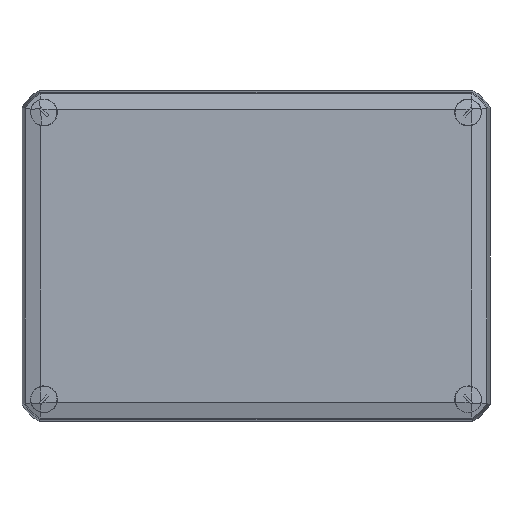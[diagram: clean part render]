
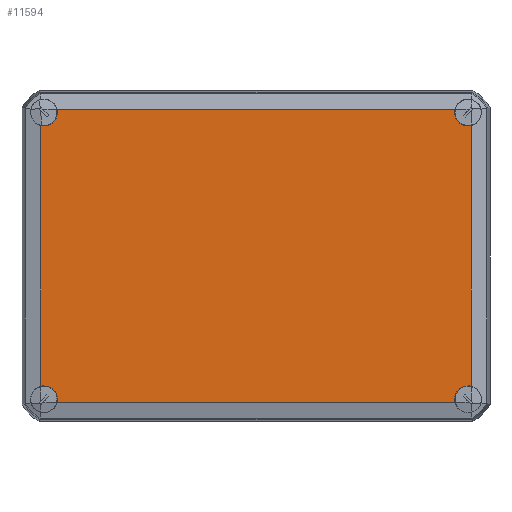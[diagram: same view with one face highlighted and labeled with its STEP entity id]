
A CAD part, top view. The second image highlights one B-rep face of the part: STEP entity #11594.
In plain terms, the highlighted face is planar.
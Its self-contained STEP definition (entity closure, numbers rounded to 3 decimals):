
#5 = DIRECTION ( 'NONE',  ( 0., 0., 1. ) ) ;
#120 = ORIENTED_EDGE ( 'NONE', *, *, #14519, .F. ) ;
#264 = DIRECTION ( 'NONE',  ( 0., 0., -1. ) ) ;
#546 = DIRECTION ( 'NONE',  ( 0., 1., 0. ) ) ;
#652 = CARTESIAN_POINT ( 'NONE',  ( -129.18, 31.41, 87.38 ) ) ;
#780 = CARTESIAN_POINT ( 'NONE',  ( -129.18, 31.41, -87.38 ) ) ;
#976 = CARTESIAN_POINT ( 'NONE',  ( 121.179, 31.41, -89.217 ) ) ;
#1127 = CARTESIAN_POINT ( 'NONE',  ( -131.017, 31.41, -79.379 ) ) ;
#1194 = VERTEX_POINT ( 'NONE', #14139 ) ;
#1580 = DIRECTION ( 'NONE',  ( 0., 0., 1. ) ) ;
#1638 = LINE ( 'NONE', #12295, #1882 ) ;
#1674 = DIRECTION ( 'NONE',  ( 0., 1., 0. ) ) ;
#1868 = LINE ( 'NONE', #22305, #5227 ) ;
#1882 = VECTOR ( 'NONE', #16300, 1000. ) ;
#1968 = DIRECTION ( 'NONE',  ( 0., -1., 0. ) ) ;
#2017 = ORIENTED_EDGE ( 'NONE', *, *, #4655, .T. ) ;
#2282 = ORIENTED_EDGE ( 'NONE', *, *, #11881, .T. ) ;
#2402 = CARTESIAN_POINT ( 'NONE',  ( 129.18, 31.41, -87.38 ) ) ;
#2734 = DIRECTION ( 'NONE',  ( 0., -1., 0. ) ) ;
#3590 = CARTESIAN_POINT ( 'NONE',  ( 131.017, 31.41, 0. ) ) ;
#3706 = CARTESIAN_POINT ( 'NONE',  ( 129.18, 31.41, -79.17 ) ) ;
#3760 = EDGE_CURVE ( 'NONE', #5603, #17244, #19772, .T. ) ;
#3796 = CARTESIAN_POINT ( 'NONE',  ( -129.18, 31.41, 87.38 ) ) ;
#3809 = ORIENTED_EDGE ( 'NONE', *, *, #19883, .T. ) ;
#3840 = AXIS2_PLACEMENT_3D ( 'NONE', #2402, #12797, #14806 ) ;
#3913 = CIRCLE ( 'NONE', #18828, 8.21 ) ;
#4085 = AXIS2_PLACEMENT_3D ( 'NONE', #3796, #20071, #18063 ) ;
#4144 = EDGE_CURVE ( 'NONE', #1194, #14255, #1638, .T. ) ;
#4151 = DIRECTION ( 'NONE',  ( -1., 0., 0. ) ) ;
#4481 = ORIENTED_EDGE ( 'NONE', *, *, #25309, .T. ) ;
#4655 = EDGE_CURVE ( 'NONE', #17321, #21244, #5744, .T. ) ;
#4667 = ORIENTED_EDGE ( 'NONE', *, *, #16017, .F. ) ;
#4802 = CARTESIAN_POINT ( 'NONE',  ( 131.017, 31.41, -79.379 ) ) ;
#5227 = VECTOR ( 'NONE', #4151, 1000. ) ;
#5234 = VERTEX_POINT ( 'NONE', #1127 ) ;
#5603 = VERTEX_POINT ( 'NONE', #19454 ) ;
#5744 = CIRCLE ( 'NONE', #24125, 8.21 ) ;
#5979 = CARTESIAN_POINT ( 'NONE',  ( -131.017, 31.41, 0. ) ) ;
#6665 = DIRECTION ( 'NONE',  ( 0., 1., 0. ) ) ;
#7325 = CARTESIAN_POINT ( 'NONE',  ( -121.179, 31.41, -89.217 ) ) ;
#7545 = EDGE_CURVE ( 'NONE', #14013, #25538, #8486, .T. ) ;
#7895 = CARTESIAN_POINT ( 'NONE',  ( -129.18, 31.41, -87.38 ) ) ;
#8275 = AXIS2_PLACEMENT_3D ( 'NONE', #17941, #1674, #14074 ) ;
#8486 = CIRCLE ( 'NONE', #14453, 8.21 ) ;
#8710 = ORIENTED_EDGE ( 'NONE', *, *, #24926, .F. ) ;
#8713 = VERTEX_POINT ( 'NONE', #3706 ) ;
#8733 = PLANE ( 'NONE',  #15134 ) ;
#9645 = ORIENTED_EDGE ( 'NONE', *, *, #19431, .T. ) ;
#10292 = CIRCLE ( 'NONE', #23558, 8.21 ) ;
#10802 = VECTOR ( 'NONE', #1580, 1000. ) ;
#10808 = CIRCLE ( 'NONE', #25797, 8.21 ) ;
#11594 = ADVANCED_FACE ( 'NONE', ( #17129 ), #8733, .F. ) ;
#11830 = LINE ( 'NONE', #5979, #20043 ) ;
#11881 = EDGE_CURVE ( 'NONE', #8713, #14122, #23042, .T. ) ;
#12097 = CARTESIAN_POINT ( 'NONE',  ( 129.18, 31.41, -87.38 ) ) ;
#12295 = CARTESIAN_POINT ( 'NONE',  ( -131.387, 31.41, 89.217 ) ) ;
#12716 = DIRECTION ( 'NONE',  ( 0., 0., -1. ) ) ;
#12797 = DIRECTION ( 'NONE',  ( 0., -1., 0. ) ) ;
#13131 = ORIENTED_EDGE ( 'NONE', *, *, #7545, .F. ) ;
#13260 = EDGE_CURVE ( 'NONE', #21244, #14255, #14740, .T. ) ;
#13432 = ORIENTED_EDGE ( 'NONE', *, *, #4144, .F. ) ;
#13706 = LINE ( 'NONE', #3590, #10802 ) ;
#13976 = DIRECTION ( 'NONE',  ( 0., 0., 1. ) ) ;
#14013 = VERTEX_POINT ( 'NONE', #23848 ) ;
#14074 = DIRECTION ( 'NONE',  ( 0., 0., -1. ) ) ;
#14122 = VERTEX_POINT ( 'NONE', #976 ) ;
#14139 = CARTESIAN_POINT ( 'NONE',  ( 121.179, 31.41, 89.217 ) ) ;
#14255 = VERTEX_POINT ( 'NONE', #20977 ) ;
#14453 = AXIS2_PLACEMENT_3D ( 'NONE', #780, #6665, #16668 ) ;
#14519 = EDGE_CURVE ( 'NONE', #20760, #5603, #13706, .T. ) ;
#14566 = CARTESIAN_POINT ( 'NONE',  ( 129.18, 31.41, 87.38 ) ) ;
#14740 = CIRCLE ( 'NONE', #4085, 8.21 ) ;
#14806 = DIRECTION ( 'NONE',  ( 0., 0., 1. ) ) ;
#15134 = AXIS2_PLACEMENT_3D ( 'NONE', #17008, #2734, #12716 ) ;
#15367 = ORIENTED_EDGE ( 'NONE', *, *, #3760, .F. ) ;
#15844 = DIRECTION ( 'NONE',  ( 0., 0., 1. ) ) ;
#16017 = EDGE_CURVE ( 'NONE', #5234, #14013, #3913, .T. ) ;
#16300 = DIRECTION ( 'NONE',  ( -1., 0., 0. ) ) ;
#16668 = DIRECTION ( 'NONE',  ( 0., 0., 1. ) ) ;
#17008 = CARTESIAN_POINT ( 'NONE',  ( -120.804, 31.41, -79.004 ) ) ;
#17129 = FACE_OUTER_BOUND ( 'NONE', #19500, .T. ) ;
#17244 = VERTEX_POINT ( 'NONE', #25870 ) ;
#17321 = VERTEX_POINT ( 'NONE', #21961 ) ;
#17941 = CARTESIAN_POINT ( 'NONE',  ( 129.18, 31.41, 87.38 ) ) ;
#18063 = DIRECTION ( 'NONE',  ( 0., 0., -1. ) ) ;
#18828 = AXIS2_PLACEMENT_3D ( 'NONE', #7895, #20294, #5 ) ;
#19102 = DIRECTION ( 'NONE',  ( 0., 0., -1. ) ) ;
#19182 = CARTESIAN_POINT ( 'NONE',  ( -129.18, 31.41, 79.17 ) ) ;
#19431 = EDGE_CURVE ( 'NONE', #5234, #17321, #11830, .T. ) ;
#19454 = CARTESIAN_POINT ( 'NONE',  ( 131.017, 31.41, 79.379 ) ) ;
#19500 = EDGE_LOOP ( 'NONE', ( #4481, #13131, #4667, #9645, #2017, #24306, #13432, #8710, #15367, #120, #3809, #2282 ) ) ;
#19772 = CIRCLE ( 'NONE', #8275, 8.21 ) ;
#19883 = EDGE_CURVE ( 'NONE', #20760, #8713, #10292, .T. ) ;
#20043 = VECTOR ( 'NONE', #15844, 1000. ) ;
#20071 = DIRECTION ( 'NONE',  ( 0., -1., 0. ) ) ;
#20294 = DIRECTION ( 'NONE',  ( 0., 1., 0. ) ) ;
#20760 = VERTEX_POINT ( 'NONE', #4802 ) ;
#20977 = CARTESIAN_POINT ( 'NONE',  ( -121.179, 31.41, 89.217 ) ) ;
#21244 = VERTEX_POINT ( 'NONE', #19182 ) ;
#21961 = CARTESIAN_POINT ( 'NONE',  ( -131.017, 31.41, 79.379 ) ) ;
#22305 = CARTESIAN_POINT ( 'NONE',  ( -131.387, 31.41, -89.217 ) ) ;
#22718 = DIRECTION ( 'NONE',  ( 0., -1., 0. ) ) ;
#23042 = CIRCLE ( 'NONE', #3840, 8.21 ) ;
#23558 = AXIS2_PLACEMENT_3D ( 'NONE', #12097, #1968, #13976 ) ;
#23848 = CARTESIAN_POINT ( 'NONE',  ( -129.18, 31.41, -79.17 ) ) ;
#24125 = AXIS2_PLACEMENT_3D ( 'NONE', #652, #22718, #264 ) ;
#24306 = ORIENTED_EDGE ( 'NONE', *, *, #13260, .T. ) ;
#24926 = EDGE_CURVE ( 'NONE', #17244, #1194, #10808, .T. ) ;
#25309 = EDGE_CURVE ( 'NONE', #14122, #25538, #1868, .T. ) ;
#25538 = VERTEX_POINT ( 'NONE', #7325 ) ;
#25797 = AXIS2_PLACEMENT_3D ( 'NONE', #14566, #546, #19102 ) ;
#25870 = CARTESIAN_POINT ( 'NONE',  ( 129.18, 31.41, 79.17 ) ) ;
